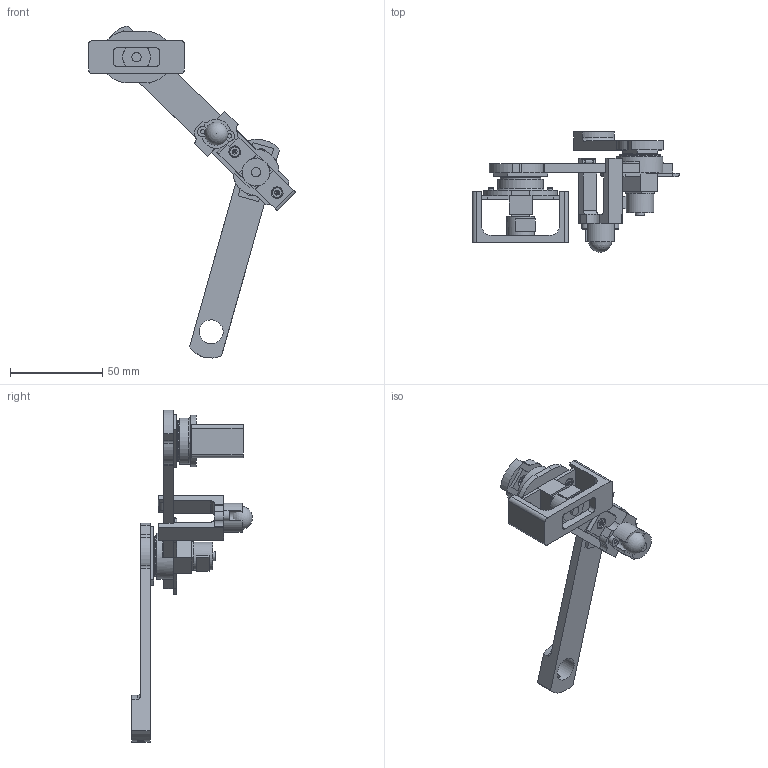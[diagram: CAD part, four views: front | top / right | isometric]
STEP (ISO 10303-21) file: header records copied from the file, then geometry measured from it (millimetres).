
FILE_DESCRIPTION(/* description */ (''),/* implementation_level */ '2;1');
FILE_NAME(/* name */ 'assy_gic_kinematic_2d_robot_arm_MK1_v2.stp',/* time_stamp */ '2021-02-08T21:27:27+00:00',/* author */ ('Sam'),/* organization */ (''),/* preprocessor_version */ 'ST-DEVELOPER v18.1',/* originating_system */ 'Autodesk Inventor 2021',/* authorisation */ '');
FILE_SCHEMA (('AUTOMOTIVE_DESIGN { 1 0 10303 214 3 1 1 }'));
Length unit declared in the file: millimetre
Products named in the file (20): assy_gic_kinematic_2d_robot_arm_MK1_v2; 2D_robotArm_base_lower_v1; base_bearing_holder_v1; sub_assy_robot_arm_link1; arm_1_v2; DfRobot_stepper_FIT0503_mount_v4; Df_Robot_stepper_FIT0503; 608_Z; 608_Z_11; 608_Z_19; 608_Z_21; BS 4183 - M3 x 6; BS 4183 - M3 x 6_1; BS 4183 - M3; Mini-Q Ball caster; BS 4183 - M1.6 x 5; Part1; sub_assy_robot_arm_link2; arm_2_v1; robot_arm_link_bearing_insert_mk1
Assembly tree (41 placements, depth 4):
  assy_gic_kinematic_2d_robot_arm_MK1_v2
    2D_robotArm_base_lower_v1
    DfRobot_stepper_FIT0503_mount_v4
    Df_Robot_stepper_FIT0503
    base_bearing_holder_v1
    608_Z
      608_Z_11  x7
      608_Z_19
      608_Z_21
    sub_assy_robot_arm_link1
      arm_1_v2
      robot_arm_link_bearing_insert_mk1
      DfRobot_stepper_FIT0503_mount_v4
      Df_Robot_stepper_FIT0503
      608_Z
        608_Z_11  x7
        608_Z_19
        608_Z_21
      BS 4183 - M3 x 6_1  x3
      BS 4183 - M3  x5
      BS 4183 - M3 x 6  x2
    BS 4183 - M3 x 6_1  x2
    BS 4183 - M3  x2
    Mini-Q Ball caster
    BS 4183 - M1.6 x 5  x2
    Part1
    sub_assy_robot_arm_link2
      arm_2_v1
      robot_arm_link_bearing_insert_mk1
Bounding box: 112.2 x 65.5 x 180.15 mm (x, y, z)
Volume: 53921.8 mm3; surface area: 41809.9 mm2
Topology: 49 solids, 49 shells, 864 faces, 2335 edges, 1582 vertices
Faces by surface type: plane 484, cylinder 181, cone 140, torus 44, sphere 15
Full cylindrical faces by diameter (mm): 1.171 x2, 1.6 x2, 1.8 x8, 2.3 x2, 2.387 x7, 2.459 x7, 3 x9, 3.4 x8, 3.5 x10, 4 x2, 4.5 x2, 5 x2, 5.25 x5, 7.8 x2, 8 x2, 10 x2, 11 x2, 12.15 x6, 13 x1, 15 x2, 17.6 x4, 19.2 x6, 20 x2, 22 x2, 22.3 x2, 25 x2
Entity records: 16483 total; most frequent: CARTESIAN_POINT 3128, DIRECTION 2721, ORIENTED_EDGE 2522, EDGE_CURVE 1261, AXIS2_PLACEMENT_3D 989, VERTEX_POINT 850, LINE 743, VECTOR 743
